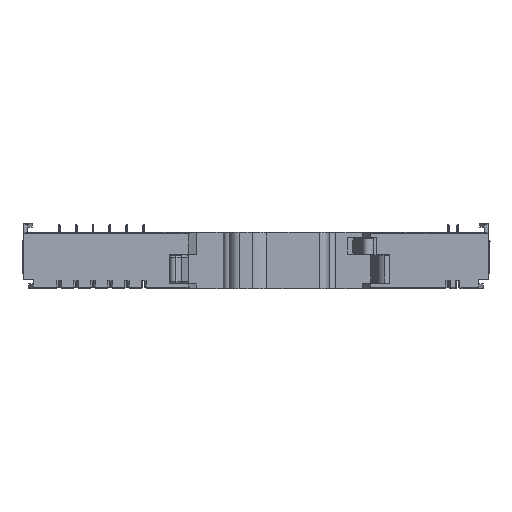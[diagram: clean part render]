
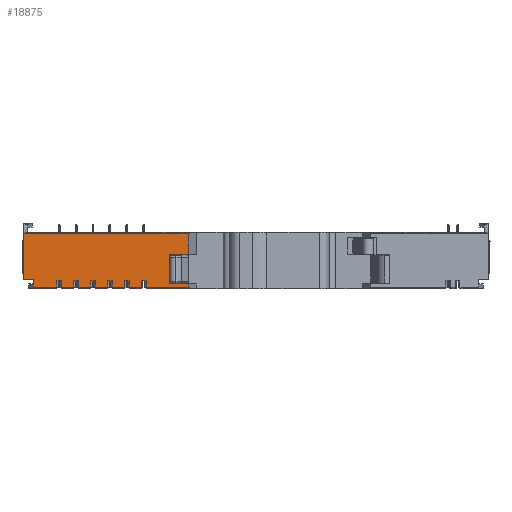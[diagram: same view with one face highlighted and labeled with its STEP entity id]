
A CAD part, front view. The second image highlights one B-rep face of the part: STEP entity #18875.
In plain terms, the highlighted planar face has unit normal (0, -1, 0).
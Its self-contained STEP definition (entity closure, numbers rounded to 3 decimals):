
#3154=DIRECTION('',(1.,0.,0.));
#3155=VECTOR('',#3154,4.);
#3156=CARTESIAN_POINT('',(-18.5,0.,-11.));
#3157=LINE('',#3156,#3155);
#3158=DIRECTION('',(0.,0.,1.));
#3159=VECTOR('',#3158,0.7);
#3160=CARTESIAN_POINT('',(-14.5,0.,-11.7));
#3161=LINE('',#3160,#3159);
#3162=DIRECTION('',(1.,0.,0.));
#3163=VECTOR('',#3162,8.95);
#3164=CARTESIAN_POINT('',(-23.45,0.,-11.7));
#3165=LINE('',#3164,#3163);
#3166=DIRECTION('',(0.,0.,1.));
#3167=VECTOR('',#3166,1.4);
#3168=CARTESIAN_POINT('',(-23.45,0.,-11.7));
#3169=LINE('',#3168,#3167);
#3170=DIRECTION('',(-1.,0.,0.));
#3171=VECTOR('',#3170,1.);
#3172=CARTESIAN_POINT('',(-23.45,0.,-10.3));
#3173=LINE('',#3172,#3171);
#3174=DIRECTION('',(0.,0.,1.));
#3175=VECTOR('',#3174,1.4);
#3176=CARTESIAN_POINT('',(-24.45,0.,-11.7));
#3177=LINE('',#3176,#3175);
#3178=DIRECTION('',(1.,0.,0.));
#3179=VECTOR('',#3178,2.6);
#3180=CARTESIAN_POINT('',(-27.05,0.,-11.7));
#3181=LINE('',#3180,#3179);
#3182=DIRECTION('',(0.,0.,1.));
#3183=VECTOR('',#3182,1.4);
#3184=CARTESIAN_POINT('',(-27.05,0.,-11.7));
#3185=LINE('',#3184,#3183);
#3186=DIRECTION('',(-1.,0.,0.));
#3187=VECTOR('',#3186,1.);
#3188=CARTESIAN_POINT('',(-27.05,0.,-10.3));
#3189=LINE('',#3188,#3187);
#3190=DIRECTION('',(0.,0.,1.));
#3191=VECTOR('',#3190,1.4);
#3192=CARTESIAN_POINT('',(-28.05,0.,-11.7));
#3193=LINE('',#3192,#3191);
#3194=DIRECTION('',(1.,0.,0.));
#3195=VECTOR('',#3194,2.6);
#3196=CARTESIAN_POINT('',(-30.65,0.,-11.7));
#3197=LINE('',#3196,#3195);
#3198=DIRECTION('',(0.,0.,1.));
#3199=VECTOR('',#3198,1.4);
#3200=CARTESIAN_POINT('',(-30.65,0.,-11.7));
#3201=LINE('',#3200,#3199);
#3202=DIRECTION('',(-1.,0.,0.));
#3203=VECTOR('',#3202,1.);
#3204=CARTESIAN_POINT('',(-30.65,0.,-10.3));
#3205=LINE('',#3204,#3203);
#3206=DIRECTION('',(0.,0.,1.));
#3207=VECTOR('',#3206,1.4);
#3208=CARTESIAN_POINT('',(-31.65,0.,-11.7));
#3209=LINE('',#3208,#3207);
#3210=DIRECTION('',(1.,0.,0.));
#3211=VECTOR('',#3210,2.6);
#3212=CARTESIAN_POINT('',(-34.25,0.,-11.7));
#3213=LINE('',#3212,#3211);
#3214=DIRECTION('',(0.,0.,1.));
#3215=VECTOR('',#3214,1.4);
#3216=CARTESIAN_POINT('',(-34.25,0.,-11.7));
#3217=LINE('',#3216,#3215);
#3218=DIRECTION('',(-1.,0.,0.));
#3219=VECTOR('',#3218,1.);
#3220=CARTESIAN_POINT('',(-34.25,0.,-10.3));
#3221=LINE('',#3220,#3219);
#3222=DIRECTION('',(0.,0.,1.));
#3223=VECTOR('',#3222,1.4);
#3224=CARTESIAN_POINT('',(-35.25,0.,-11.7));
#3225=LINE('',#3224,#3223);
#3226=DIRECTION('',(1.,0.,0.));
#3227=VECTOR('',#3226,2.6);
#3228=CARTESIAN_POINT('',(-37.85,0.,-11.7));
#3229=LINE('',#3228,#3227);
#3230=DIRECTION('',(0.,0.,1.));
#3231=VECTOR('',#3230,1.4);
#3232=CARTESIAN_POINT('',(-37.85,0.,-11.7));
#3233=LINE('',#3232,#3231);
#3234=DIRECTION('',(-1.,0.,0.));
#3235=VECTOR('',#3234,1.);
#3236=CARTESIAN_POINT('',(-37.85,0.,-10.3));
#3237=LINE('',#3236,#3235);
#3238=DIRECTION('',(0.,0.,1.));
#3239=VECTOR('',#3238,1.4);
#3240=CARTESIAN_POINT('',(-38.85,0.,-11.7));
#3241=LINE('',#3240,#3239);
#3242=DIRECTION('',(1.,0.,0.));
#3243=VECTOR('',#3242,2.6);
#3244=CARTESIAN_POINT('',(-41.45,0.,-11.7));
#3245=LINE('',#3244,#3243);
#3246=DIRECTION('',(0.,0.,1.));
#3247=VECTOR('',#3246,1.4);
#3248=CARTESIAN_POINT('',(-41.45,0.,-11.7));
#3249=LINE('',#3248,#3247);
#3250=DIRECTION('',(-1.,0.,0.));
#3251=VECTOR('',#3250,1.);
#3252=CARTESIAN_POINT('',(-41.45,0.,-10.3));
#3253=LINE('',#3252,#3251);
#3254=DIRECTION('',(0.,0.,1.));
#3255=VECTOR('',#3254,1.4);
#3256=CARTESIAN_POINT('',(-42.45,0.,-11.7));
#3257=LINE('',#3256,#3255);
#3258=DIRECTION('',(1.,0.,0.));
#3259=VECTOR('',#3258,5.05);
#3260=CARTESIAN_POINT('',(-47.5,0.,-11.7));
#3261=LINE('',#3260,#3259);
#3262=DIRECTION('',(0.,0.,1.));
#3263=VECTOR('',#3262,0.7);
#3264=CARTESIAN_POINT('',(-47.5,0.,-11.7));
#3265=LINE('',#3264,#3263);
#3266=DIRECTION('',(0.,0.,-1.));
#3267=VECTOR('',#3266,1.);
#3268=CARTESIAN_POINT('',(-47.5,0.,-10.));
#3269=LINE('',#3268,#3267);
#3270=DIRECTION('',(0.,0.,1.));
#3271=VECTOR('',#3270,9.7);
#3272=CARTESIAN_POINT('',(-49.5,0.,-10.));
#3273=LINE('',#3272,#3271);
#3274=DIRECTION('',(1.,0.,0.));
#3275=VECTOR('',#3274,35.);
#3276=CARTESIAN_POINT('',(-49.5,0.,-0.3));
#3277=LINE('',#3276,#3275);
#3278=DIRECTION('',(0.,0.,1.));
#3279=VECTOR('',#3278,4.4);
#3280=CARTESIAN_POINT('',(-14.5,0.,-4.7));
#3281=LINE('',#3280,#3279);
#3282=DIRECTION('',(1.,0.,0.));
#3283=VECTOR('',#3282,4.);
#3284=CARTESIAN_POINT('',(-18.5,0.,-4.7));
#3285=LINE('',#3284,#3283);
#3286=DIRECTION('',(0.,0.,1.));
#3287=VECTOR('',#3286,6.3);
#3288=CARTESIAN_POINT('',(-18.5,0.,-11.));
#3289=LINE('',#3288,#3287);
#9507=DIRECTION('',(1.,0.,0.));
#9508=VECTOR('',#9507,2.);
#9509=CARTESIAN_POINT('',(-49.5,0.,-10.));
#9510=LINE('',#9509,#9508);
#11694=CARTESIAN_POINT('',(-49.5,0.,-0.3));
#11695=CARTESIAN_POINT('',(-14.5,0.,-0.3));
#11696=VERTEX_POINT('',#11694);
#11697=VERTEX_POINT('',#11695);
#12220=CARTESIAN_POINT('',(-14.5,0.,-11.7));
#12222=VERTEX_POINT('',#12220);
#12246=CARTESIAN_POINT('',(-49.5,0.,-10.));
#12247=VERTEX_POINT('',#12246);
#12256=CARTESIAN_POINT('',(-47.5,0.,-10.));
#12257=VERTEX_POINT('',#12256);
#12262=CARTESIAN_POINT('',(-47.5,0.,-11.));
#12263=VERTEX_POINT('',#12262);
#12264=CARTESIAN_POINT('',(-47.5,0.,-11.7));
#12266=VERTEX_POINT('',#12264);
#12810=CARTESIAN_POINT('',(-23.45,0.,-10.3));
#12811=CARTESIAN_POINT('',(-24.45,0.,-10.3));
#12812=VERTEX_POINT('',#12810);
#12813=VERTEX_POINT('',#12811);
#12814=CARTESIAN_POINT('',(-23.45,0.,-11.7));
#12815=VERTEX_POINT('',#12814);
#12816=CARTESIAN_POINT('',(-24.45,0.,-11.7));
#12817=VERTEX_POINT('',#12816);
#12818=CARTESIAN_POINT('',(-27.05,0.,-10.3));
#12819=CARTESIAN_POINT('',(-28.05,0.,-10.3));
#12820=VERTEX_POINT('',#12818);
#12821=VERTEX_POINT('',#12819);
#12822=CARTESIAN_POINT('',(-27.05,0.,-11.7));
#12823=VERTEX_POINT('',#12822);
#12824=CARTESIAN_POINT('',(-28.05,0.,-11.7));
#12825=VERTEX_POINT('',#12824);
#12826=CARTESIAN_POINT('',(-30.65,0.,-10.3));
#12827=CARTESIAN_POINT('',(-31.65,0.,-10.3));
#12828=VERTEX_POINT('',#12826);
#12829=VERTEX_POINT('',#12827);
#12830=CARTESIAN_POINT('',(-30.65,0.,-11.7));
#12831=VERTEX_POINT('',#12830);
#12832=CARTESIAN_POINT('',(-31.65,0.,-11.7));
#12833=VERTEX_POINT('',#12832);
#12834=CARTESIAN_POINT('',(-34.25,0.,-10.3));
#12835=CARTESIAN_POINT('',(-35.25,0.,-10.3));
#12836=VERTEX_POINT('',#12834);
#12837=VERTEX_POINT('',#12835);
#12838=CARTESIAN_POINT('',(-34.25,0.,-11.7));
#12839=VERTEX_POINT('',#12838);
#12840=CARTESIAN_POINT('',(-35.25,0.,-11.7));
#12841=VERTEX_POINT('',#12840);
#12842=CARTESIAN_POINT('',(-37.85,0.,-10.3));
#12843=CARTESIAN_POINT('',(-38.85,0.,-10.3));
#12844=VERTEX_POINT('',#12842);
#12845=VERTEX_POINT('',#12843);
#12846=CARTESIAN_POINT('',(-37.85,0.,-11.7));
#12847=VERTEX_POINT('',#12846);
#12848=CARTESIAN_POINT('',(-38.85,0.,-11.7));
#12849=VERTEX_POINT('',#12848);
#12850=CARTESIAN_POINT('',(-41.45,0.,-10.3));
#12851=CARTESIAN_POINT('',(-42.45,0.,-10.3));
#12852=VERTEX_POINT('',#12850);
#12853=VERTEX_POINT('',#12851);
#12854=CARTESIAN_POINT('',(-41.45,0.,-11.7));
#12855=VERTEX_POINT('',#12854);
#12856=CARTESIAN_POINT('',(-42.45,0.,-11.7));
#12857=VERTEX_POINT('',#12856);
#13667=CARTESIAN_POINT('',(-18.5,0.,-11.));
#13668=CARTESIAN_POINT('',(-14.5,0.,-11.));
#13669=VERTEX_POINT('',#13667);
#13670=VERTEX_POINT('',#13668);
#13675=CARTESIAN_POINT('',(-18.5,0.,-4.7));
#13676=CARTESIAN_POINT('',(-14.5,0.,-4.7));
#13677=VERTEX_POINT('',#13675);
#13678=VERTEX_POINT('',#13676);
#18806=CARTESIAN_POINT('',(-49.5,0.,0.));
#18807=DIRECTION('',(0.,-1.,0.));
#18808=DIRECTION('',(1.,0.,0.));
#18809=AXIS2_PLACEMENT_3D('',#18806,#18807,#18808);
#18810=PLANE('',#18809);
#18811=ORIENTED_EDGE('',*,*,#18776,.T.);
#18813=ORIENTED_EDGE('',*,*,#18812,.F.);
#18814=ORIENTED_EDGE('',*,*,#18641,.F.);
#18816=ORIENTED_EDGE('',*,*,#18815,.T.);
#18818=ORIENTED_EDGE('',*,*,#18817,.T.);
#18820=ORIENTED_EDGE('',*,*,#18819,.F.);
#18821=ORIENTED_EDGE('',*,*,#18656,.F.);
#18823=ORIENTED_EDGE('',*,*,#18822,.T.);
#18825=ORIENTED_EDGE('',*,*,#18824,.T.);
#18827=ORIENTED_EDGE('',*,*,#18826,.F.);
#18828=ORIENTED_EDGE('',*,*,#18671,.F.);
#18830=ORIENTED_EDGE('',*,*,#18829,.T.);
#18832=ORIENTED_EDGE('',*,*,#18831,.T.);
#18834=ORIENTED_EDGE('',*,*,#18833,.F.);
#18835=ORIENTED_EDGE('',*,*,#18686,.F.);
#18837=ORIENTED_EDGE('',*,*,#18836,.T.);
#18839=ORIENTED_EDGE('',*,*,#18838,.T.);
#18841=ORIENTED_EDGE('',*,*,#18840,.F.);
#18842=ORIENTED_EDGE('',*,*,#18701,.F.);
#18844=ORIENTED_EDGE('',*,*,#18843,.T.);
#18846=ORIENTED_EDGE('',*,*,#18845,.T.);
#18848=ORIENTED_EDGE('',*,*,#18847,.F.);
#18849=ORIENTED_EDGE('',*,*,#18731,.F.);
#18851=ORIENTED_EDGE('',*,*,#18850,.T.);
#18853=ORIENTED_EDGE('',*,*,#18852,.T.);
#18855=ORIENTED_EDGE('',*,*,#18854,.F.);
#18856=ORIENTED_EDGE('',*,*,#18716,.F.);
#18858=ORIENTED_EDGE('',*,*,#18857,.T.);
#18860=ORIENTED_EDGE('',*,*,#18859,.F.);
#18862=ORIENTED_EDGE('',*,*,#18861,.F.);
#18864=ORIENTED_EDGE('',*,*,#18863,.T.);
#18866=ORIENTED_EDGE('',*,*,#18865,.T.);
#18868=ORIENTED_EDGE('',*,*,#18867,.F.);
#18870=ORIENTED_EDGE('',*,*,#18869,.F.);
#18872=ORIENTED_EDGE('',*,*,#18871,.F.);
#18873=EDGE_LOOP('',(#18811,#18813,#18814,#18816,#18818,#18820,#18821,#18823,
#18825,#18827,#18828,#18830,#18832,#18834,#18835,#18837,#18839,#18841,#18842,
#18844,#18846,#18848,#18849,#18851,#18853,#18855,#18856,#18858,#18860,#18862,
#18864,#18866,#18868,#18870,#18872));
#18874=FACE_OUTER_BOUND('',#18873,.F.);
#18875=ADVANCED_FACE('',(#18874),#18810,.T.);
#18641=EDGE_CURVE('',#12815,#12222,#3165,.T.);
#18656=EDGE_CURVE('',#12823,#12817,#3181,.T.);
#18671=EDGE_CURVE('',#12831,#12825,#3197,.T.);
#18686=EDGE_CURVE('',#12839,#12833,#3213,.T.);
#18701=EDGE_CURVE('',#12847,#12841,#3229,.T.);
#18716=EDGE_CURVE('',#12266,#12857,#3261,.T.);
#18731=EDGE_CURVE('',#12855,#12849,#3245,.T.);
#18776=EDGE_CURVE('',#13669,#13670,#3157,.T.);
#18812=EDGE_CURVE('',#12222,#13670,#3161,.T.);
#18815=EDGE_CURVE('',#12815,#12812,#3169,.T.);
#18817=EDGE_CURVE('',#12812,#12813,#3173,.T.);
#18819=EDGE_CURVE('',#12817,#12813,#3177,.T.);
#18822=EDGE_CURVE('',#12823,#12820,#3185,.T.);
#18824=EDGE_CURVE('',#12820,#12821,#3189,.T.);
#18826=EDGE_CURVE('',#12825,#12821,#3193,.T.);
#18829=EDGE_CURVE('',#12831,#12828,#3201,.T.);
#18831=EDGE_CURVE('',#12828,#12829,#3205,.T.);
#18833=EDGE_CURVE('',#12833,#12829,#3209,.T.);
#18836=EDGE_CURVE('',#12839,#12836,#3217,.T.);
#18838=EDGE_CURVE('',#12836,#12837,#3221,.T.);
#18840=EDGE_CURVE('',#12841,#12837,#3225,.T.);
#18843=EDGE_CURVE('',#12847,#12844,#3233,.T.);
#18845=EDGE_CURVE('',#12844,#12845,#3237,.T.);
#18847=EDGE_CURVE('',#12849,#12845,#3241,.T.);
#18850=EDGE_CURVE('',#12855,#12852,#3249,.T.);
#18852=EDGE_CURVE('',#12852,#12853,#3253,.T.);
#18854=EDGE_CURVE('',#12857,#12853,#3257,.T.);
#18857=EDGE_CURVE('',#12266,#12263,#3265,.T.);
#18859=EDGE_CURVE('',#12257,#12263,#3269,.T.);
#18861=EDGE_CURVE('',#12247,#12257,#9510,.T.);
#18863=EDGE_CURVE('',#12247,#11696,#3273,.T.);
#18865=EDGE_CURVE('',#11696,#11697,#3277,.T.);
#18867=EDGE_CURVE('',#13678,#11697,#3281,.T.);
#18869=EDGE_CURVE('',#13677,#13678,#3285,.T.);
#18871=EDGE_CURVE('',#13669,#13677,#3289,.T.);
